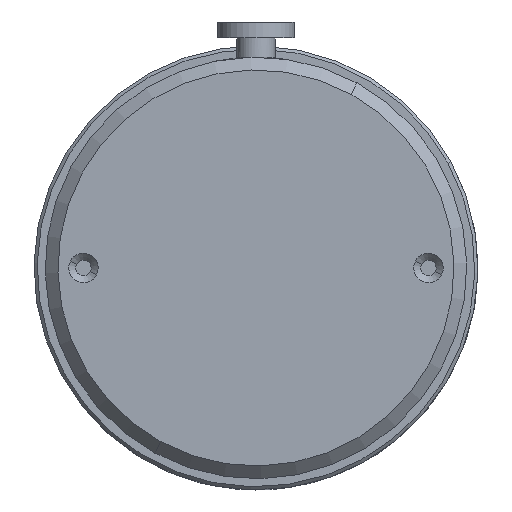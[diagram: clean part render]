
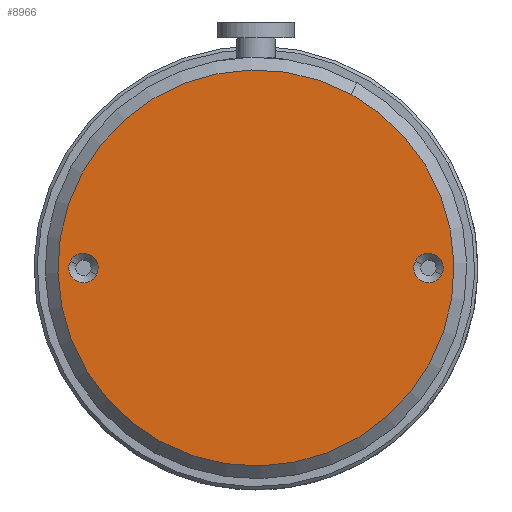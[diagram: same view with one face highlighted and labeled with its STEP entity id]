
A CAD part, front view. The second image highlights one B-rep face of the part: STEP entity #8966.
In plain terms, the highlighted planar face has unit normal (0, -1, 0).
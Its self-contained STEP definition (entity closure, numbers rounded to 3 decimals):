
#8887=AXIS2_PLACEMENT_3D('Circle Axis2P3D',#8885,#8886,$) ;
#8911=AXIS2_PLACEMENT_3D('Circle Axis2P3D',#8909,#8910,$) ;
#8924=AXIS2_PLACEMENT_3D('Plane Axis2P3D',#8921,#8922,#8923) ;
#8932=AXIS2_PLACEMENT_3D('Circle Axis2P3D',#8930,#8931,$) ;
#8941=AXIS2_PLACEMENT_3D('Circle Axis2P3D',#8939,#8940,$) ;
#8950=AXIS2_PLACEMENT_3D('Circle Axis2P3D',#8948,#8949,$) ;
#8959=AXIS2_PLACEMENT_3D('Circle Axis2P3D',#8957,#8958,$) ;
#8882=CARTESIAN_POINT('Vertex',(14.862,-2.,27.205)) ;
#8885=CARTESIAN_POINT('Axis2P3D Location',(0.,-2.,0.)) ;
#8889=CARTESIAN_POINT('Vertex',(-14.862,-2.,-27.205)) ;
#8909=CARTESIAN_POINT('Axis2P3D Location',(0.,-2.,0.)) ;
#8921=CARTESIAN_POINT('Axis2P3D Location',(0.,-2.,0.)) ;
#8930=CARTESIAN_POINT('Axis2P3D Location',(27.,-2.,0.)) ;
#8934=CARTESIAN_POINT('Vertex',(29.018,-2.,-1.103)) ;
#8936=CARTESIAN_POINT('Vertex',(24.982,-2.,1.103)) ;
#8939=CARTESIAN_POINT('Axis2P3D Location',(27.,-2.,0.)) ;
#8948=CARTESIAN_POINT('Axis2P3D Location',(-27.,-2.,0.)) ;
#8952=CARTESIAN_POINT('Vertex',(-29.018,-2.,1.103)) ;
#8954=CARTESIAN_POINT('Vertex',(-24.982,-2.,-1.103)) ;
#8957=CARTESIAN_POINT('Axis2P3D Location',(-27.,-2.,0.)) ;
#8886=DIRECTION('Axis2P3D Direction',(0.,1.,0.)) ;
#8910=DIRECTION('Axis2P3D Direction',(0.,1.,0.)) ;
#8922=DIRECTION('Axis2P3D Direction',(0.,1.,0.)) ;
#8923=DIRECTION('Axis2P3D XDirection',(1.,-0.,0.)) ;
#8931=DIRECTION('Axis2P3D Direction',(0.,1.,0.)) ;
#8940=DIRECTION('Axis2P3D Direction',(0.,1.,0.)) ;
#8949=DIRECTION('Axis2P3D Direction',(0.,1.,0.)) ;
#8958=DIRECTION('Axis2P3D Direction',(0.,1.,0.)) ;
#8927=ORIENTED_EDGE('',*,*,#8913,.F.) ;
#8928=ORIENTED_EDGE('',*,*,#8891,.F.) ;
#8945=ORIENTED_EDGE('',*,*,#8938,.T.) ;
#8946=ORIENTED_EDGE('',*,*,#8943,.T.) ;
#8963=ORIENTED_EDGE('',*,*,#8956,.T.) ;
#8964=ORIENTED_EDGE('',*,*,#8961,.T.) ;
#8947=FACE_BOUND('',#8944,.T.) ;
#8965=FACE_BOUND('',#8962,.T.) ;
#8966=ADVANCED_FACE('Hauptk\X2\00F6\X0\rper',(#8929,#8947,#8965),#8925,.F.) ;
#8888=CIRCLE('generated circle',#8887,31.) ;
#8912=CIRCLE('generated circle',#8911,31.) ;
#8933=CIRCLE('generated circle',#8932,2.3) ;
#8942=CIRCLE('generated circle',#8941,2.3) ;
#8951=CIRCLE('generated circle',#8950,2.3) ;
#8960=CIRCLE('generated circle',#8959,2.3) ;
#8891=EDGE_CURVE('',#8883,#8890,#8888,.T.) ;
#8913=EDGE_CURVE('',#8890,#8883,#8912,.T.) ;
#8938=EDGE_CURVE('',#8935,#8937,#8933,.T.) ;
#8943=EDGE_CURVE('',#8937,#8935,#8942,.T.) ;
#8956=EDGE_CURVE('',#8953,#8955,#8951,.T.) ;
#8961=EDGE_CURVE('',#8955,#8953,#8960,.T.) ;
#8926=EDGE_LOOP('',(#8927,#8928)) ;
#8944=EDGE_LOOP('',(#8945,#8946)) ;
#8962=EDGE_LOOP('',(#8963,#8964)) ;
#8929=FACE_OUTER_BOUND('',#8926,.T.) ;
#8925=PLANE('',#8924) ;
#8883=VERTEX_POINT('',#8882) ;
#8890=VERTEX_POINT('',#8889) ;
#8935=VERTEX_POINT('',#8934) ;
#8937=VERTEX_POINT('',#8936) ;
#8953=VERTEX_POINT('',#8952) ;
#8955=VERTEX_POINT('',#8954) ;
